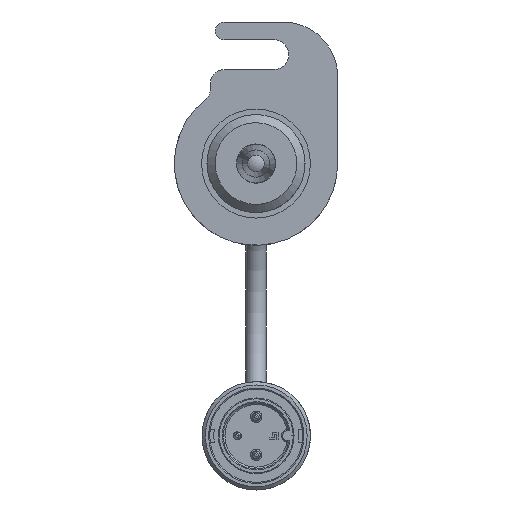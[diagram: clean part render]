
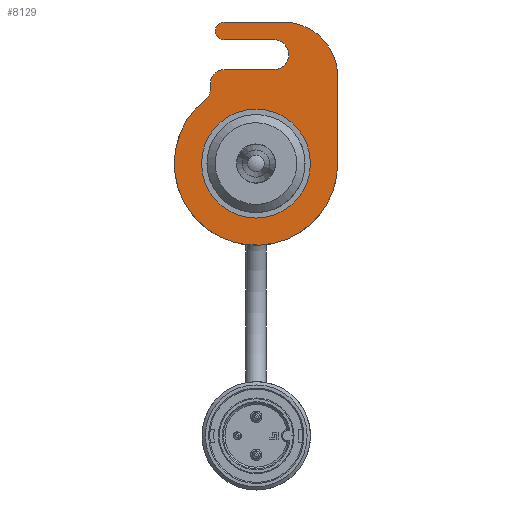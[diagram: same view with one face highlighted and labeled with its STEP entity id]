
A CAD part, left-side view. The second image highlights one B-rep face of the part: STEP entity #8129.
In plain terms, the highlighted planar face has unit normal (-1, 0, 0).
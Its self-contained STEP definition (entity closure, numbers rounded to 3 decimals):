
#746=LINE('',#17971,#1435);
#750=LINE('',#17983,#1439);
#754=LINE('',#17995,#1443);
#758=LINE('',#18007,#1447);
#762=LINE('',#18017,#1451);
#1435=VECTOR('',#11198,10.);
#1439=VECTOR('',#11210,10.);
#1443=VECTOR('',#11222,10.);
#1447=VECTOR('',#11234,10.);
#1451=VECTOR('',#11246,10.);
#1797=PLANE('',#8958);
#1867=FACE_BOUND('',#2801,.T.);
#2301=FACE_OUTER_BOUND('',#2800,.T.);
#2800=EDGE_LOOP('',(#7179,#7180,#7181,#7182,#7183,#7184,#7185,#7186,#7187,
#7188,#7189));
#2801=EDGE_LOOP('',(#7190));
#3183=CIRCLE('',#8924,10.);
#3189=CIRCLE('',#8936,15.);
#3191=CIRCLE('',#8939,2.5);
#3193=CIRCLE('',#8943,2.5);
#3195=CIRCLE('',#8947,2.75);
#3197=CIRCLE('',#8951,1.625);
#3199=CIRCLE('',#8955,10.);
#3913=VERTEX_POINT('',#17937);
#3919=VERTEX_POINT('',#17954);
#3921=VERTEX_POINT('',#17958);
#3923=VERTEX_POINT('',#17964);
#3925=VERTEX_POINT('',#17970);
#3927=VERTEX_POINT('',#17976);
#3929=VERTEX_POINT('',#17982);
#3931=VERTEX_POINT('',#17988);
#3933=VERTEX_POINT('',#17994);
#3935=VERTEX_POINT('',#18000);
#3937=VERTEX_POINT('',#18006);
#3939=VERTEX_POINT('',#18012);
#4990=EDGE_CURVE('',#3913,#3913,#3183,.T.);
#4998=EDGE_CURVE('',#3919,#3921,#3189,.T.);
#5000=EDGE_CURVE('',#3923,#3919,#3191,.T.);
#5003=EDGE_CURVE('',#3925,#3923,#746,.T.);
#5006=EDGE_CURVE('',#3927,#3925,#3193,.T.);
#5009=EDGE_CURVE('',#3929,#3927,#750,.T.);
#5012=EDGE_CURVE('',#3931,#3929,#3195,.T.);
#5015=EDGE_CURVE('',#3933,#3931,#754,.T.);
#5018=EDGE_CURVE('',#3935,#3933,#3197,.T.);
#5021=EDGE_CURVE('',#3937,#3935,#758,.T.);
#5024=EDGE_CURVE('',#3939,#3937,#3199,.T.);
#5027=EDGE_CURVE('',#3921,#3939,#762,.T.);
#7179=ORIENTED_EDGE('',*,*,#5027,.T.);
#7180=ORIENTED_EDGE('',*,*,#5024,.T.);
#7181=ORIENTED_EDGE('',*,*,#5021,.T.);
#7182=ORIENTED_EDGE('',*,*,#5018,.T.);
#7183=ORIENTED_EDGE('',*,*,#5015,.T.);
#7184=ORIENTED_EDGE('',*,*,#5012,.T.);
#7185=ORIENTED_EDGE('',*,*,#5009,.T.);
#7186=ORIENTED_EDGE('',*,*,#5006,.T.);
#7187=ORIENTED_EDGE('',*,*,#5003,.T.);
#7188=ORIENTED_EDGE('',*,*,#5000,.T.);
#7189=ORIENTED_EDGE('',*,*,#4998,.T.);
#7190=ORIENTED_EDGE('',*,*,#4990,.T.);
#8129=ADVANCED_FACE('',(#2301,#1867),#1797,.F.);
#8924=AXIS2_PLACEMENT_3D('',#17938,#11160,#11161);
#8936=AXIS2_PLACEMENT_3D('',#17960,#11186,#11187);
#8939=AXIS2_PLACEMENT_3D('',#17965,#11192,#11193);
#8943=AXIS2_PLACEMENT_3D('',#17977,#11204,#11205);
#8947=AXIS2_PLACEMENT_3D('',#17989,#11216,#11217);
#8951=AXIS2_PLACEMENT_3D('',#18001,#11228,#11229);
#8955=AXIS2_PLACEMENT_3D('',#18013,#11240,#11241);
#8958=AXIS2_PLACEMENT_3D('',#18019,#11249,#11250);
#11160=DIRECTION('center_axis',(1.,0.,0.));
#11161=DIRECTION('ref_axis',(0.,0.,
-1.));
#11186=DIRECTION('center_axis',(-1.,0.,0.));
#11187=DIRECTION('ref_axis',(0.,0.,
-1.));
#11192=DIRECTION('center_axis',(1.,0.,0.));
#11193=DIRECTION('ref_axis',(0.,1.,0.));
#11198=DIRECTION('',(0.,0.,-1.));
#11204=DIRECTION('center_axis',(-1.,0.,0.));
#11205=DIRECTION('ref_axis',(0.,1.,0.));
#11210=DIRECTION('',(0.,1.,0.));
#11216=DIRECTION('center_axis',(1.,0.,0.));
#11217=DIRECTION('ref_axis',(0.,0.,
-1.));
#11222=DIRECTION('',(0.,-1.,0.));
#11228=DIRECTION('center_axis',(-1.,0.,0.));
#11229=DIRECTION('ref_axis',(0.,0.,
-1.));
#11234=DIRECTION('',(0.,1.,0.));
#11240=DIRECTION('center_axis',(-1.,0.,0.));
#11241=DIRECTION('ref_axis',(0.,0.,
1.));
#11246=DIRECTION('',(0.,0.,1.));
#11249=DIRECTION('center_axis',(1.,0.,0.));
#11250=DIRECTION('ref_axis',(0.,1.,0.));
#17937=CARTESIAN_POINT('',(31.3,0.,10.046));
#17938=CARTESIAN_POINT('Origin',(31.3,0.,
0.046));
#17954=CARTESIAN_POINT('',(31.3,9.309,11.808));
#17958=CARTESIAN_POINT('',(31.3,-15.,0.046));
#17960=CARTESIAN_POINT('Origin',(31.3,0.,
0.046));
#17964=CARTESIAN_POINT('',(31.3,8.36,13.768));
#17965=CARTESIAN_POINT('Origin',(31.3,10.86,13.768));
#17970=CARTESIAN_POINT('',(31.3,8.36,14.796));
#17971=CARTESIAN_POINT('',(31.3,8.36,13.768));
#17976=CARTESIAN_POINT('',(31.3,5.86,17.296));
#17977=CARTESIAN_POINT('Origin',(31.3,5.86,14.796));
#17982=CARTESIAN_POINT('',(31.3,-3.25,17.296));
#17983=CARTESIAN_POINT('',(31.3,5.86,17.296));
#17988=CARTESIAN_POINT('',(31.3,-3.25,22.796));
#17989=CARTESIAN_POINT('Origin',(31.3,-3.25,20.046));
#17994=CARTESIAN_POINT('',(31.3,5.86,22.796));
#17995=CARTESIAN_POINT('',(31.3,-3.25,22.796));
#18000=CARTESIAN_POINT('',(31.3,5.86,26.046));
#18001=CARTESIAN_POINT('Origin',(31.3,5.86,24.421));
#18006=CARTESIAN_POINT('',(31.3,-5.,26.046));
#18007=CARTESIAN_POINT('',(31.3,5.86,26.046));
#18012=CARTESIAN_POINT('',(31.3,-15.,16.046));
#18013=CARTESIAN_POINT('Origin',(31.3,-5.,16.046));
#18017=CARTESIAN_POINT('',(31.3,-15.,16.046));
#18019=CARTESIAN_POINT('Origin',(31.3,-4.474,16.558));
